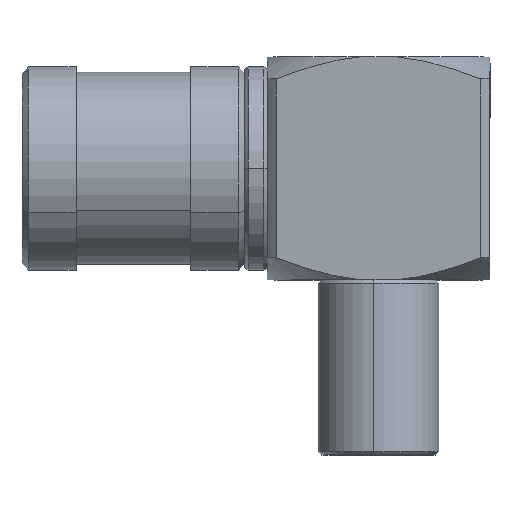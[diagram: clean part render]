
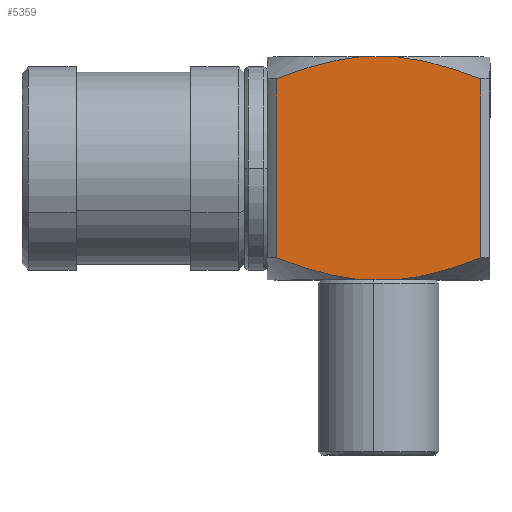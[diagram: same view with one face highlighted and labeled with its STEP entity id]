
A CAD part, top view. The second image highlights one B-rep face of the part: STEP entity #5359.
In plain terms, the highlighted planar face has unit normal (0, 0, 1).
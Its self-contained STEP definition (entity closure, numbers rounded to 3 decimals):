
#18 = CARTESIAN_POINT ( 'NONE',  ( 9.594, -3.5, 3.5 ) ) ;
#114 = VECTOR ( 'NONE', #3193, 1000. ) ;
#214 = PLANE ( 'NONE',  #3797 ) ;
#400 = VERTEX_POINT ( 'NONE', #6226 ) ;
#489 = LINE ( 'NONE', #8059, #5509 ) ;
#513 = CARTESIAN_POINT ( 'NONE',  ( 10.041, 3.457, 3.5 ) ) ;
#845 = EDGE_CURVE ( 'NONE', #6630, #4215, #7768, .T. ) ;
#971 = CARTESIAN_POINT ( 'NONE',  ( 13.75, -3.5, 3.5 ) ) ;
#990 = DIRECTION ( 'NONE',  ( 0., 1., 0. ) ) ;
#1180 = CARTESIAN_POINT ( 'NONE',  ( 9.594, -3.5, 3.5 ) ) ;
#1327 = VERTEX_POINT ( 'NONE', #8229 ) ;
#1350 = CARTESIAN_POINT ( 'NONE',  ( 6.212, 2.972, 3.5 ) ) ;
#1495 = CARTESIAN_POINT ( 'NONE',  ( 6.642, -3.123, 3.5 ) ) ;
#1751 = CARTESIAN_POINT ( 'NONE',  ( 5.789, 2.807, 3.5 ) ) ;
#1845 = ORIENTED_EDGE ( 'NONE', *, *, #8295, .F. ) ;
#1848 = ORIENTED_EDGE ( 'NONE', *, *, #5350, .F. ) ;
#1970 = CARTESIAN_POINT ( 'NONE',  ( 12.211, -2.807, 3.5 ) ) ;
#2066 = CARTESIAN_POINT ( 'NONE',  ( 8.406, 3.5, 3.5 ) ) ;
#2145 = B_SPLINE_CURVE_WITH_KNOTS ( 'NONE', 3,
 ( #5110, #513, #6406, #2494, #7059, #3149 ),
 .UNSPECIFIED., .F., .F.,
 ( 4, 2, 4 ),
 ( 0.009, 0.01, 0.012 ),
 .UNSPECIFIED. ) ;
#2155 = EDGE_CURVE ( 'NONE', #2568, #400, #2623, .T. ) ;
#2159 = CARTESIAN_POINT ( 'NONE',  ( 5.789, -2.807, 3.5 ) ) ;
#2395 = FACE_OUTER_BOUND ( 'NONE', #5942, .T. ) ;
#2413 = VECTOR ( 'NONE', #990, 1000. ) ;
#2494 = CARTESIAN_POINT ( 'NONE',  ( 11.358, 3.123, 3.5 ) ) ;
#2568 = VERTEX_POINT ( 'NONE', #7025 ) ;
#2623 = LINE ( 'NONE', #4308, #2413 ) ;
#2680 = ORIENTED_EDGE ( 'NONE', *, *, #2155, .T. ) ;
#2688 = CARTESIAN_POINT ( 'NONE',  ( 7.508, 3.364, 3.5 ) ) ;
#2855 = CARTESIAN_POINT ( 'NONE',  ( 5.5, -6.5, 3.5 ) ) ;
#2884 = EDGE_CURVE ( 'NONE', #6630, #2896, #489, .T. ) ;
#2896 = VERTEX_POINT ( 'NONE', #6134 ) ;
#3149 = CARTESIAN_POINT ( 'NONE',  ( 12.211, 2.807, 3.5 ) ) ;
#3193 = DIRECTION ( 'NONE',  ( 1., 0., 0. ) ) ;
#3273 = ORIENTED_EDGE ( 'NONE', *, *, #6501, .T. ) ;
#3308 = CARTESIAN_POINT ( 'NONE',  ( 11.361, -3.122, 3.5 ) ) ;
#3356 = CARTESIAN_POINT ( 'NONE',  ( 8.406, 3.5, 3.5 ) ) ;
#3432 = VECTOR ( 'NONE', #4949, 1000. ) ;
#3537 = DIRECTION ( 'NONE',  ( 0., -1., 0. ) ) ;
#3542 = DIRECTION ( 'NONE',  ( -1., 0., 0. ) ) ;
#3797 = AXIS2_PLACEMENT_3D ( 'NONE', #2855, #7415, #3542 ) ;
#3981 = CARTESIAN_POINT ( 'NONE',  ( 10.049, -3.456, 3.5 ) ) ;
#4152 = CARTESIAN_POINT ( 'NONE',  ( 8.406, -3.5, 3.5 ) ) ;
#4215 = VERTEX_POINT ( 'NONE', #2066 ) ;
#4308 = CARTESIAN_POINT ( 'NONE',  ( 12.211, 6.464, 3.5 ) ) ;
#4499 = VERTEX_POINT ( 'NONE', #6951 ) ;
#4529 = ORIENTED_EDGE ( 'NONE', *, *, #6689, .F. ) ;
#4949 = DIRECTION ( 'NONE',  ( 1., 0., 0. ) ) ;
#5110 = CARTESIAN_POINT ( 'NONE',  ( 9.594, 3.5, 3.5 ) ) ;
#5125 = EDGE_CURVE ( 'NONE', #1327, #400, #2145, .T. ) ;
#5176 = LINE ( 'NONE', #7092, #114 ) ;
#5294 = CARTESIAN_POINT ( 'NONE',  ( 6.639, 3.122, 3.5 ) ) ;
#5350 = EDGE_CURVE ( 'NONE', #4499, #2896, #5452, .T. ) ;
#5359 = ADVANCED_FACE ( 'NONE', ( #2395 ), #214, .T. ) ;
#5363 = LINE ( 'NONE', #971, #3432 ) ;
#5440 = CARTESIAN_POINT ( 'NONE',  ( 7.518, -3.366, 3.5 ) ) ;
#5452 = B_SPLINE_CURVE_WITH_KNOTS ( 'NONE', 3,
 ( #4152, #8005, #5440, #1495, #6081, #2159 ),
 .UNSPECIFIED., .F., .F.,
 ( 4, 2, 4 ),
 ( 0.009, 0.01, 0.012 ),
 .UNSPECIFIED. ) ;
#5509 = VECTOR ( 'NONE', #3537, 1000. ) ;
#5901 = CARTESIAN_POINT ( 'NONE',  ( 11.788, -2.972, 3.5 ) ) ;
#5942 = EDGE_LOOP ( 'NONE', ( #4529, #7826, #7941, #1848, #3273, #1845, #2680, #7242 ) ) ;
#6081 = CARTESIAN_POINT ( 'NONE',  ( 6.211, -2.972, 3.5 ) ) ;
#6134 = CARTESIAN_POINT ( 'NONE',  ( 5.789, -2.807, 3.5 ) ) ;
#6226 = CARTESIAN_POINT ( 'NONE',  ( 12.211, 2.807, 3.5 ) ) ;
#6406 = CARTESIAN_POINT ( 'NONE',  ( 10.482, 3.366, 3.5 ) ) ;
#6501 = EDGE_CURVE ( 'NONE', #4499, #6734, #5363, .T. ) ;
#6597 = CARTESIAN_POINT ( 'NONE',  ( 5.789, 2.807, 3.5 ) ) ;
#6630 = VERTEX_POINT ( 'NONE', #1751 ) ;
#6689 = EDGE_CURVE ( 'NONE', #4215, #1327, #5176, .T. ) ;
#6734 = VERTEX_POINT ( 'NONE', #1180 ) ;
#6951 = CARTESIAN_POINT ( 'NONE',  ( 8.406, -3.5, 3.5 ) ) ;
#7025 = CARTESIAN_POINT ( 'NONE',  ( 12.211, -2.807, 3.5 ) ) ;
#7059 = CARTESIAN_POINT ( 'NONE',  ( 11.789, 2.972, 3.5 ) ) ;
#7092 = CARTESIAN_POINT ( 'NONE',  ( 5.5, 3.5, 3.5 ) ) ;
#7242 = ORIENTED_EDGE ( 'NONE', *, *, #5125, .F. ) ;
#7248 = CARTESIAN_POINT ( 'NONE',  ( 7.951, 3.456, 3.5 ) ) ;
#7415 = DIRECTION ( 'NONE',  ( 0., 0., 1. ) ) ;
#7768 = B_SPLINE_CURVE_WITH_KNOTS ( 'NONE', 3,
 ( #6597, #1350, #5294, #2688, #7248, #3356 ),
 .UNSPECIFIED., .F., .F.,
 ( 4, 2, 4 ),
 ( 0.005, 0.006, 0.008 ),
 .UNSPECIFIED. ) ;
#7826 = ORIENTED_EDGE ( 'NONE', *, *, #845, .F. ) ;
#7840 = CARTESIAN_POINT ( 'NONE',  ( 10.492, -3.364, 3.5 ) ) ;
#7941 = ORIENTED_EDGE ( 'NONE', *, *, #2884, .T. ) ;
#8005 = CARTESIAN_POINT ( 'NONE',  ( 7.959, -3.457, 3.5 ) ) ;
#8059 = CARTESIAN_POINT ( 'NONE',  ( 5.789, 6.464, 3.5 ) ) ;
#8229 = CARTESIAN_POINT ( 'NONE',  ( 9.594, 3.5, 3.5 ) ) ;
#8295 = EDGE_CURVE ( 'NONE', #2568, #6734, #8416, .T. ) ;
#8416 = B_SPLINE_CURVE_WITH_KNOTS ( 'NONE', 3,
 ( #1970, #5901, #3308, #7840, #3981, #18 ),
 .UNSPECIFIED., .F., .F.,
 ( 4, 2, 4 ),
 ( 0.005, 0.006, 0.008 ),
 .UNSPECIFIED. ) ;
